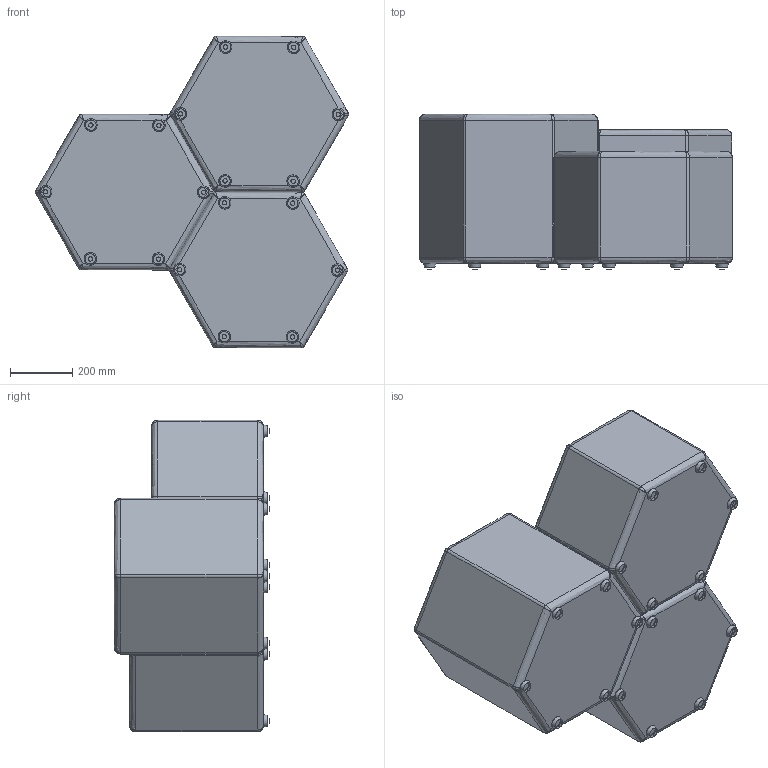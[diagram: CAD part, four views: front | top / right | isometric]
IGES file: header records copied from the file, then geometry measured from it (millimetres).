
Start section: SolidWorks IGES file using analytic representation for surfaces
Global section: file name: Eduflex Hexagonal Set.IGS; native system: SolidWorks 2019; preprocessor: SolidWorks 2019; author: amandafirman; date: 210408.112551; units: millimetre
Bounding box: 1007.05 x 500 x 1001.34 mm (x, y, z)
Surface area: 3452657.4 mm2 (no closed solid volume)
Topology: 0 solids, 0 shells, 186 faces, 1998 edges, 1926 vertices
Faces by surface type: bspline 114, revolution 72
